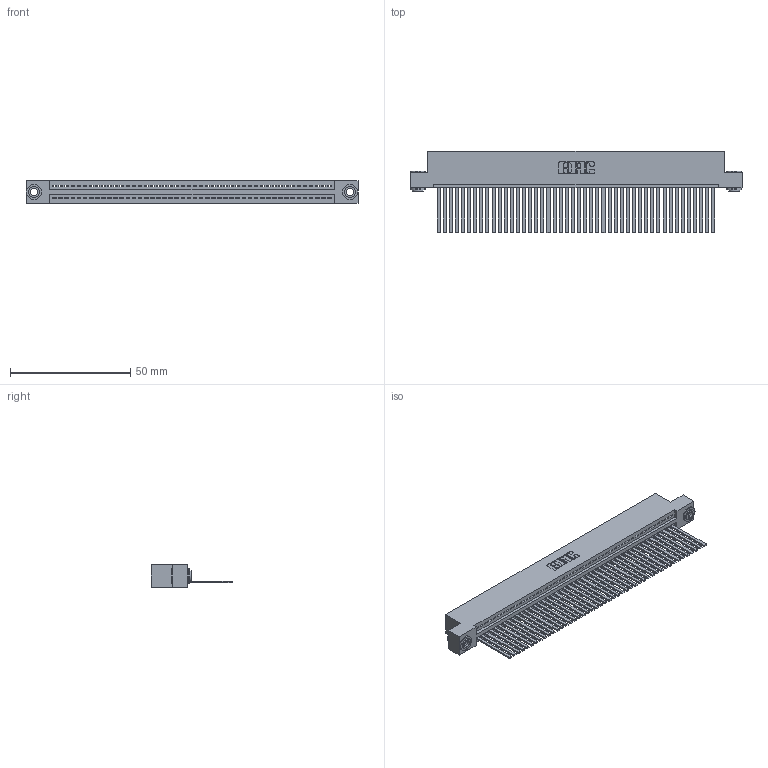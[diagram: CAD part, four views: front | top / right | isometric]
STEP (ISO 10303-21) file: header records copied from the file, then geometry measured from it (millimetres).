
FILE_DESCRIPTION (( 'STEP AP203' ), '1' );
FILE_NAME ('395-046-544-103.STEP', '2018-11-16T16:50:10', ( '' ), ( '' ), 'SwSTEP 2.0', 'SolidWorks 2016', '' );
FILE_SCHEMA (( 'CONFIG_CONTROL_DESIGN' ));
Length unit declared in the file: inch
Products named in the file (4): 395-046-544-103; 345-250-002_345-250-002-102; 345 Part_Flush Mounting Lugs - 0.156 Dia-TH; 345-292-001_345-293-144
Assembly tree (49 placements, depth 2):
  395-046-544-103
    345 Part_Flush Mounting Lugs - 0.156 Dia-TH
    345-292-001_345-293-144  x46
    345-250-002_345-250-002-102  x2
Bounding box: 138.05 x 33.96 x 9.4 mm (x, y, z)
Volume: 13696.9 mm3; surface area: 20070.2 mm2
Topology: 49 solids, 49 shells, 2556 faces, 7685 edges, 5058 vertices
Faces by surface type: plane 1746, cylinder 802, cone 8
Entity records: 34548 total; most frequent: CARTESIAN_POINT 5961, ORIENTED_EDGE 5934, DIRECTION 5229, EDGE_CURVE 2967, VECTOR 2631, LINE 2631, VERTEX_POINT 1974, AXIS2_PLACEMENT_3D 1299
